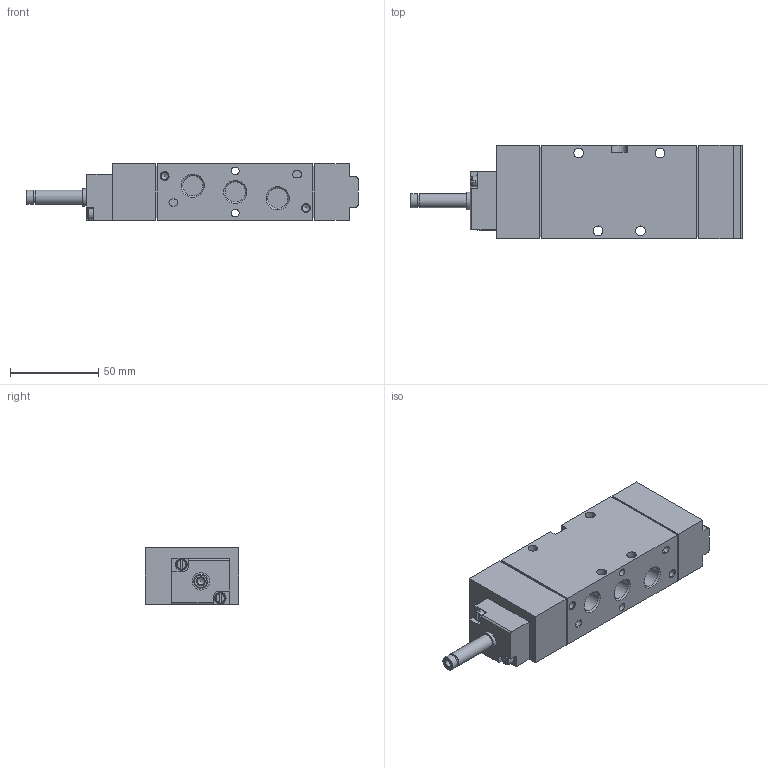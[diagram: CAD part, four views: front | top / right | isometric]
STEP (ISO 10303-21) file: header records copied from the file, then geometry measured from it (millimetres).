
FILE_DESCRIPTION(/* description */ ('STEP AP214'),/* implementation_level */ '2;1');
FILE_NAME(/* name */ '33185_MFH-5-1_4-L-S-B',/* time_stamp */ '2024-09-05T09:44:24+02:00',/* author */ ('License CC BY-ND 4.0'),/* organization */ ('CADENAS'),/* preprocessor_version */ 'ST-DEVELOPER v19.3',/* originating_system */ 'PARTsolutions',/* authorisation */ ' ');
FILE_SCHEMA (('AUTOMOTIVE_DESIGN {1 0 10303 214 3 1 1}'));
Length unit declared in the file: millimetre
Products named in the file (1): 33185 MFH-5-1/4-L-S-B
Bounding box: 188 x 53 x 32 mm (x, y, z)
Volume: 228476.2 mm3; surface area: 38517.6 mm2
Topology: 1 solids, 1 shells, 139 faces, 336 edges, 221 vertices
Faces by surface type: plane 80, cylinder 39, cone 16, torus 4
Full cylindrical faces by diameter (mm): 4 x1, 4.134 x3, 4.3 x2, 5.5 x4, 7 x1, 8 x2, 8.566 x2, 10 x1, 11.445 x5
Entity records: 3868 total; most frequent: CARTESIAN_POINT 691, DIRECTION 656, ORIENTED_EDGE 578, EDGE_CURVE 289, AXIS2_PLACEMENT_3D 243, VERTEX_POINT 214, FACE_BOUND 213, EDGE_LOOP 210
